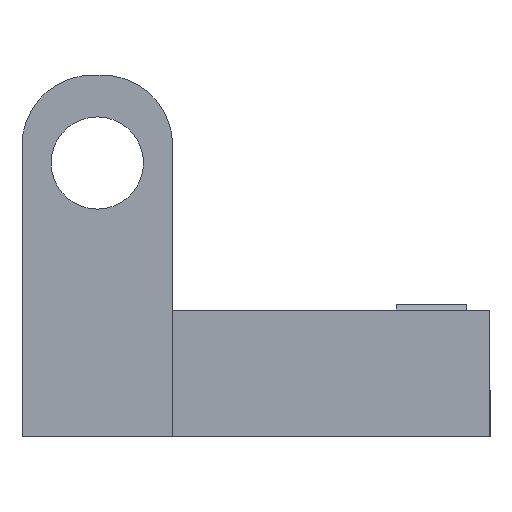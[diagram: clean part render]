
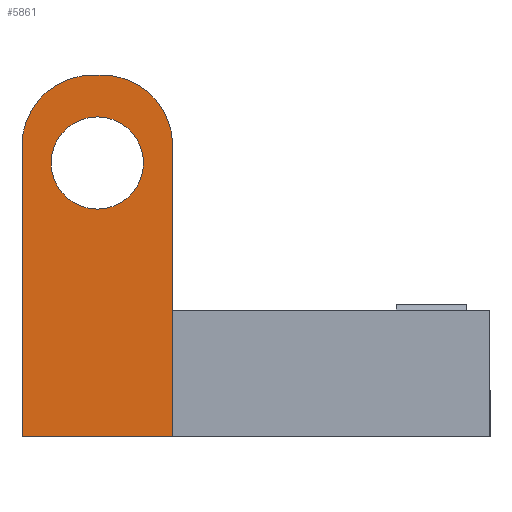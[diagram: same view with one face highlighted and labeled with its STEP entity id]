
A CAD part, front view. The second image highlights one B-rep face of the part: STEP entity #5861.
In plain terms, the highlighted face is planar.
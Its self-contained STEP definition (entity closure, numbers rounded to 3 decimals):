
#20=FACE_BOUND('',#778,.T.);
#22=CIRCLE('',#6181,2.5);
#25=CIRCLE('',#6186,3.81);
#26=CIRCLE('',#6190,3.81);
#468=FACE_OUTER_BOUND('',#777,.T.);
#777=EDGE_LOOP('',(#3887,#3888,#3889,#3890,#3891,#3892));
#778=EDGE_LOOP('',(#3893));
#1092=LINE('',#8655,#1716);
#1096=LINE('',#8661,#1720);
#1097=LINE('',#8665,#1721);
#1098=LINE('',#8666,#1722);
#1716=VECTOR('',#6817,10.);
#1720=VECTOR('',#6823,10.);
#1721=VECTOR('',#6828,10.);
#1722=VECTOR('',#6829,10.);
#2333=VERTEX_POINT('',#8629);
#2340=VERTEX_POINT('',#8646);
#2341=VERTEX_POINT('',#8647);
#2342=VERTEX_POINT('',#8652);
#2343=VERTEX_POINT('',#8654);
#2344=VERTEX_POINT('',#8659);
#2345=VERTEX_POINT('',#8664);
#2946=EDGE_CURVE('',#2333,#2333,#22,.T.);
#2953=EDGE_CURVE('',#2340,#2341,#25,.T.);
#2957=EDGE_CURVE('',#2343,#2342,#1092,.F.);
#2961=EDGE_CURVE('',#2341,#2344,#1096,.T.);
#2962=EDGE_CURVE('',#2344,#2342,#26,.T.);
#2963=EDGE_CURVE('',#2345,#2340,#1097,.T.);
#2964=EDGE_CURVE('',#2345,#2343,#1098,.T.);
#3887=ORIENTED_EDGE('',*,*,#2962,.F.);
#3888=ORIENTED_EDGE('',*,*,#2961,.F.);
#3889=ORIENTED_EDGE('',*,*,#2953,.F.);
#3890=ORIENTED_EDGE('',*,*,#2963,.F.);
#3891=ORIENTED_EDGE('',*,*,#2964,.T.);
#3892=ORIENTED_EDGE('',*,*,#2957,.T.);
#3893=ORIENTED_EDGE('',*,*,#2946,.T.);
#5698=PLANE('',#6189);
#5861=ADVANCED_FACE('',(#468,#20),#5698,.T.);
#6181=AXIS2_PLACEMENT_3D('',#8631,#6796,#6797);
#6186=AXIS2_PLACEMENT_3D('',#8648,#6810,#6811);
#6189=AXIS2_PLACEMENT_3D('',#8662,#6824,#6825);
#6190=AXIS2_PLACEMENT_3D('',#8663,#6826,#6827);
#6796=DIRECTION('center_axis',(1.,0.,0.));
#6797=DIRECTION('ref_axis',(0.,1.,0.));
#6810=DIRECTION('center_axis',(1.,0.,0.));
#6811=DIRECTION('ref_axis',(0.,-0.707,0.707));
#6817=DIRECTION('',(0.,1.,0.));
#6823=DIRECTION('',(0.,0.,-1.));
#6824=DIRECTION('center_axis',(-1.,0.,0.));
#6825=DIRECTION('ref_axis',(0.,0.,
1.));
#6826=DIRECTION('center_axis',(1.,0.,0.));
#6827=DIRECTION('ref_axis',(0.,-0.707,-0.707));
#6828=DIRECTION('',(0.,-1.,0.));
#6829=DIRECTION('',(0.,0.,-1.));
#8629=CARTESIAN_POINT('',(-191.059,-18.256,-43.458));
#8631=CARTESIAN_POINT('Origin',(-191.059,-15.756,-43.458));
#8646=CARTESIAN_POINT('',(-191.059,-16.708,-39.378));
#8647=CARTESIAN_POINT('',(-191.059,-20.518,-43.188));
#8648=CARTESIAN_POINT('Origin',(-191.059,-16.708,-43.188));
#8652=CARTESIAN_POINT('',(-191.059,-16.708,-47.538));
#8654=CARTESIAN_POINT('',(-191.059,-0.918,-47.538));
#8655=CARTESIAN_POINT('',(-191.059,-5.818,-47.538));
#8659=CARTESIAN_POINT('',(-191.059,-20.518,-43.728));
#8661=CARTESIAN_POINT('',(-191.059,-20.518,-67.903));
#8662=CARTESIAN_POINT('Origin',(-191.059,-10.718,-51.553));
#8663=CARTESIAN_POINT('Origin',(-191.059,-16.708,-43.728));
#8664=CARTESIAN_POINT('',(-191.059,-0.918,-39.378));
#8665=CARTESIAN_POINT('',(-191.059,-5.618,-39.378));
#8666=CARTESIAN_POINT('',(-191.059,-0.918,-63.458));
